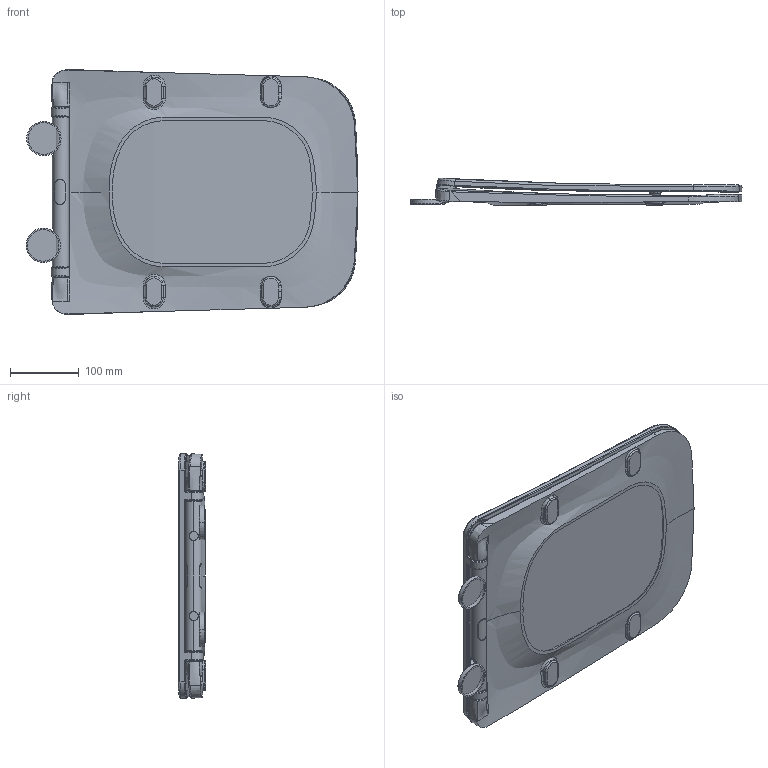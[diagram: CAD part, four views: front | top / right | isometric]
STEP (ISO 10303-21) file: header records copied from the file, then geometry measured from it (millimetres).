
FILE_DESCRIPTION (( 'STEP AP203' ), '1' );
FILE_NAME ('S28R308724P.STEP', '2025-03-10T06:33:23', ( '' ), ( '' ), 'SwSTEP 2.0', 'SolidWorks 2021', '' );
FILE_SCHEMA (( 'CONFIG_CONTROL_DESIGN' ));
Length unit declared in the file: millimetre
Products named in the file (5): S28R308724_1_1_Predeterminado; S28R308724_1_2_Predeterminado; S28R308724P; S28R308724_1_Predeterminado; S28R308724_2_Predeterminado
Assembly tree (5 placements, depth 3):
  S28R308724P
    S28R308724_1_Predeterminado
      S28R308724_1_2_Predeterminado
      S28R308724_1_1_Predeterminado
    S28R308724_2_Predeterminado  x2
Bounding box: 483.2 x 39.69 x 356.37 mm (x, y, z)
Volume: 2157271 mm3; surface area: 554781.4 mm2
Topology: 11 solids, 11 shells, 352 faces, 811 edges, 484 vertices
Faces by surface type: bspline 175, cylinder 82, plane 51, torus 44
Entity records: 89943 total; most frequent: CARTESIAN_POINT 82948, ORIENTED_EDGE 1582, DIRECTION 991, EDGE_CURVE 791, VERTEX_POINT 474, AXIS2_PLACEMENT_3D 425, B_SPLINE_CURVE_WITH_KNOTS 369, EDGE_LOOP 355
